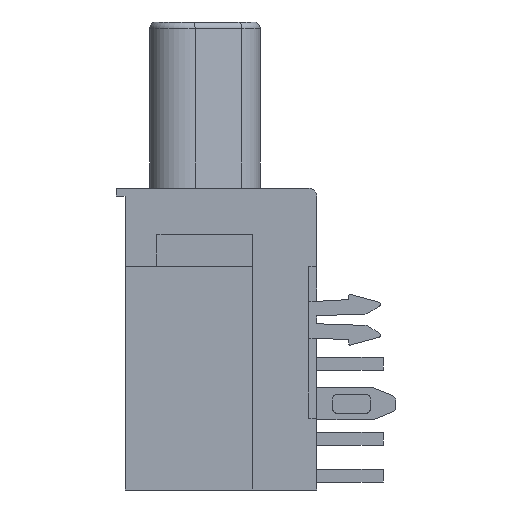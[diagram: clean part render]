
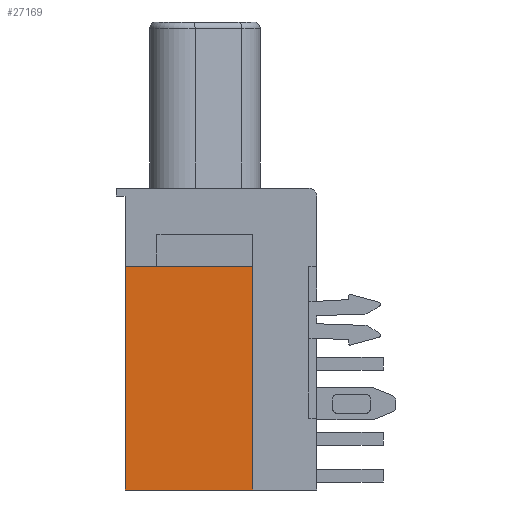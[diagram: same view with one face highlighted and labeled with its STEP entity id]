
A CAD part, left-side view. The second image highlights one B-rep face of the part: STEP entity #27169.
In plain terms, the highlighted planar face has unit normal (-1, 0, 0).
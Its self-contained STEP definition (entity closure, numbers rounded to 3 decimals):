
#298=DIRECTION('',(0.,-1.,0.));
#299=VECTOR('',#298,4.);
#300=CARTESIAN_POINT('',(-16.15,6.,-9.45));
#301=LINE('',#300,#299);
#4499=DIRECTION('',(0.,0.,1.));
#4500=VECTOR('',#4499,7.);
#4501=CARTESIAN_POINT('',(-16.15,6.,-9.45));
#4502=LINE('',#4501,#4500);
#4641=DIRECTION('',(0.,0.,-1.));
#4642=VECTOR('',#4641,7.);
#4643=CARTESIAN_POINT('',(-16.15,2.,-2.45));
#4644=LINE('',#4643,#4642);
#5005=DIRECTION('',(0.,-1.,0.));
#5006=VECTOR('',#5005,4.);
#5007=CARTESIAN_POINT('',(-16.15,6.,-2.45));
#5008=LINE('',#5007,#5006);
#17279=CARTESIAN_POINT('',(-16.15,6.,-9.45));
#17280=CARTESIAN_POINT('',(-16.15,2.,-9.45));
#17281=VERTEX_POINT('',#17279);
#17282=VERTEX_POINT('',#17280);
#17288=CARTESIAN_POINT('',(-16.15,6.,-2.45));
#17290=VERTEX_POINT('',#17288);
#17293=CARTESIAN_POINT('',(-16.15,2.,-2.45));
#17294=VERTEX_POINT('',#17293);
#27158=CARTESIAN_POINT('',(-16.15,6.,-2.45));
#27159=DIRECTION('',(1.,0.,0.));
#27160=DIRECTION('',(0.,0.,-1.));
#27161=AXIS2_PLACEMENT_3D('',#27158,#27159,#27160);
#27162=PLANE('',#27161);
#27163=ORIENTED_EDGE('',*,*,#22499,.F.);
#27164=ORIENTED_EDGE('',*,*,#26440,.T.);
#27165=ORIENTED_EDGE('',*,*,#26506,.T.);
#27166=ORIENTED_EDGE('',*,*,#26583,.T.);
#27167=EDGE_LOOP('',(#27163,#27164,#27165,#27166));
#27168=FACE_OUTER_BOUND('',#27167,.F.);
#27169=ADVANCED_FACE('',(#27168),#27162,.F.);
#22499=EDGE_CURVE('',#17281,#17282,#301,.T.);
#26440=EDGE_CURVE('',#17281,#17290,#4502,.T.);
#26506=EDGE_CURVE('',#17290,#17294,#5008,.T.);
#26583=EDGE_CURVE('',#17294,#17282,#4644,.T.);
